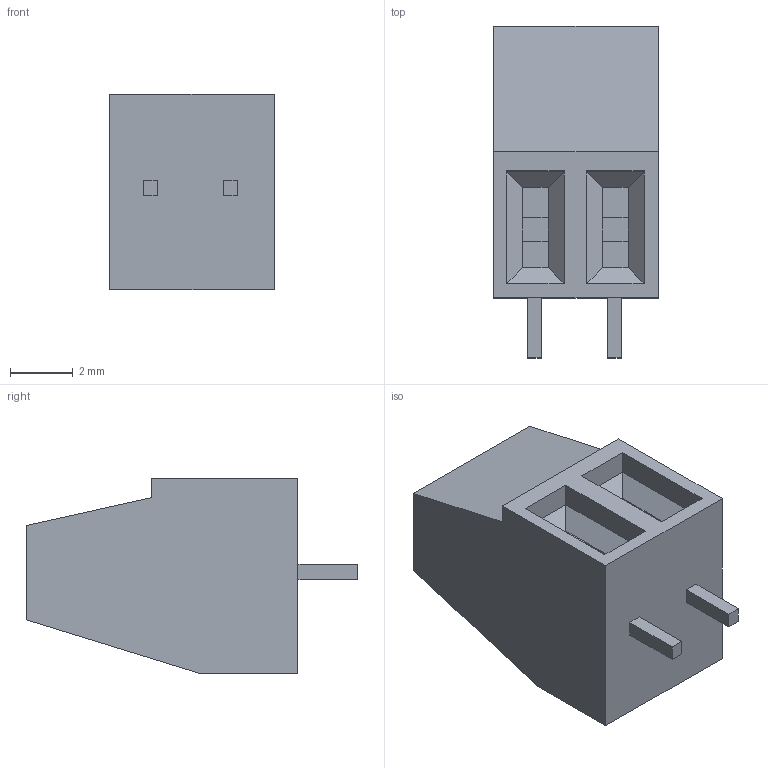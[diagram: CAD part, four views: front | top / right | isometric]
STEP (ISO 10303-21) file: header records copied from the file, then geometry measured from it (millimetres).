
FILE_DESCRIPTION (( 'STEP AP214' ), '1' );
FILE_NAME ('User Library-Connector-2.STEP', '2016-10-05T04:17:45', ( 'Windows User' ), ( '' ), 'SwSTEP 2.0', 'SolidWorks 2016', '' );
FILE_SCHEMA (( 'AUTOMOTIVE_DESIGN' ));
Length unit declared in the file: inch
Products named in the file (1): User Library-Connector-2
Bounding box: 5.22 x 10.54 x 6.22 mm (x, y, z)
Volume: 214.7 mm3; surface area: 279 mm2
Topology: 1 solids, 1 shells, 63 faces, 149 edges, 94 vertices
Faces by surface type: plane 59, cylinder 4
Entity records: 2240 total; most frequent: CARTESIAN_POINT 307, ORIENTED_EDGE 298, DIRECTION 293, EDGE_CURVE 149, LINE 133, VECTOR 133, VERTEX_POINT 94, AXIS2_PLACEMENT_3D 80
